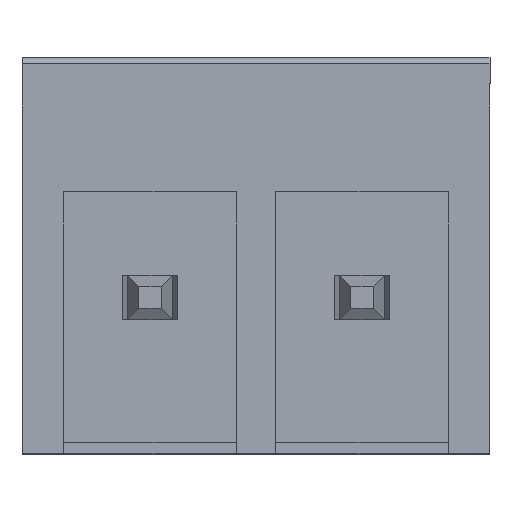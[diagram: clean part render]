
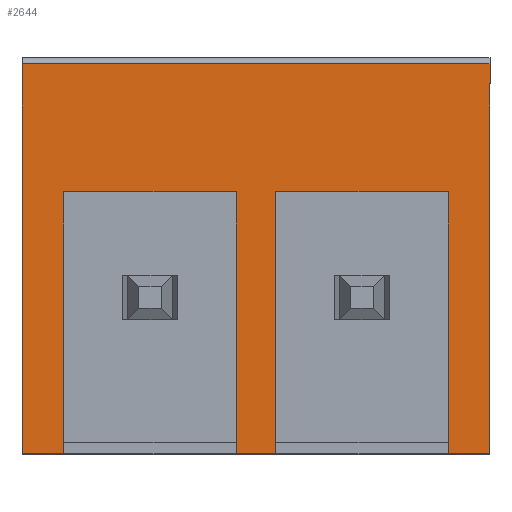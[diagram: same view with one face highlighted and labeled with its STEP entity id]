
A CAD part, top view. The second image highlights one B-rep face of the part: STEP entity #2644.
In plain terms, the highlighted planar face has unit normal (0, 0, 1).
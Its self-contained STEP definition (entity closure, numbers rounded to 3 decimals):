
#74 = CARTESIAN_POINT ( 'NONE',  ( -11.785, 1.2, 9.4 ) ) ;
#76 = CARTESIAN_POINT ( 'NONE',  ( -19.445, -3.5, 9.4 ) ) ;
#165 = CARTESIAN_POINT ( 'NONE',  ( -49.925, 3.5, 9.4 ) ) ;
#179 = ORIENTED_EDGE ( 'NONE', *, *, #4056, .F. ) ;
#186 = ORIENTED_EDGE ( 'NONE', *, *, #2860, .F. ) ;
#193 = VECTOR ( 'NONE', #4578, 1000. ) ;
#207 = VERTEX_POINT ( 'NONE', #1624 ) ;
#212 = DIRECTION ( 'NONE',  ( 0., -1., 0. ) ) ;
#249 = VERTEX_POINT ( 'NONE', #2726 ) ;
#266 = VECTOR ( 'NONE', #4557, 1000. ) ;
#382 = EDGE_CURVE ( 'NONE', #2146, #3444, #3922, .T. ) ;
#425 = DIRECTION ( 'NONE',  ( 1., 0., 0. ) ) ;
#452 = EDGE_CURVE ( 'NONE', #3444, #4734, #3742, .T. ) ;
#481 = EDGE_CURVE ( 'NONE', #629, #2891, #3347, .T. ) ;
#539 = EDGE_CURVE ( 'NONE', #2254, #3410, #942, .T. ) ;
#629 = VERTEX_POINT ( 'NONE', #4422 ) ;
#634 = FACE_OUTER_BOUND ( 'NONE', #1732, .T. ) ;
#766 = CARTESIAN_POINT ( 'NONE',  ( -11.785, -3.5, 9.4 ) ) ;
#942 = LINE ( 'NONE', #2738, #193 ) ;
#976 = VECTOR ( 'NONE', #1919, 1000. ) ;
#978 = PLANE ( 'NONE',  #1805 ) ;
#1162 = ORIENTED_EDGE ( 'NONE', *, *, #481, .T. ) ;
#1166 = CARTESIAN_POINT ( 'NONE',  ( -14.885, 1.2, 9.4 ) ) ;
#1173 = ORIENTED_EDGE ( 'NONE', *, *, #382, .T. ) ;
#1209 = VECTOR ( 'NONE', #2346, 1000. ) ;
#1278 = ORIENTED_EDGE ( 'NONE', *, *, #1477, .T. ) ;
#1302 = ORIENTED_EDGE ( 'NONE', *, *, #3448, .T. ) ;
#1313 = DIRECTION ( 'NONE',  ( -1., 0., 0. ) ) ;
#1320 = CARTESIAN_POINT ( 'NONE',  ( -14.885, 1.2, 9.4 ) ) ;
#1415 = CARTESIAN_POINT ( 'NONE',  ( -18.695, -3.3, 9.4 ) ) ;
#1477 = EDGE_CURVE ( 'NONE', #4734, #249, #4514, .T. ) ;
#1489 = DIRECTION ( 'NONE',  ( 1., 0., 0. ) ) ;
#1495 = VECTOR ( 'NONE', #425, 1000. ) ;
#1514 = CARTESIAN_POINT ( 'NONE',  ( -18.695, 1.2, 9.4 ) ) ;
#1624 = CARTESIAN_POINT ( 'NONE',  ( -19.445, 3.5, 9.4 ) ) ;
#1650 = DIRECTION ( 'NONE',  ( 0., 0., -1. ) ) ;
#1732 = EDGE_LOOP ( 'NONE', ( #4119, #2802, #1162, #4832, #4144, #3791, #1302, #186, #179, #1173, #2165, #1278 ) ) ;
#1804 = LINE ( 'NONE', #1415, #3696 ) ;
#1805 = AXIS2_PLACEMENT_3D ( 'NONE', #3906, #1650, #1313 ) ;
#1855 = LINE ( 'NONE', #165, #2830 ) ;
#1877 = CARTESIAN_POINT ( 'NONE',  ( -49.925, -3.5, 9.4 ) ) ;
#1919 = DIRECTION ( 'NONE',  ( 0., -1., 0. ) ) ;
#1941 = DIRECTION ( 'NONE',  ( 0., -1., 0. ) ) ;
#1950 = LINE ( 'NONE', #1166, #2451 ) ;
#2010 = CARTESIAN_POINT ( 'NONE',  ( -14.885, -3.5, 9.4 ) ) ;
#2111 = CARTESIAN_POINT ( 'NONE',  ( -11.785, -3.3, 9.4 ) ) ;
#2131 = VECTOR ( 'NONE', #212, 1000. ) ;
#2146 = VERTEX_POINT ( 'NONE', #74 ) ;
#2165 = ORIENTED_EDGE ( 'NONE', *, *, #452, .T. ) ;
#2242 = VERTEX_POINT ( 'NONE', #2010 ) ;
#2254 = VERTEX_POINT ( 'NONE', #4619 ) ;
#2337 = VERTEX_POINT ( 'NONE', #1320 ) ;
#2346 = DIRECTION ( 'NONE',  ( 0., 1., 0. ) ) ;
#2451 = VECTOR ( 'NONE', #2660, 1000. ) ;
#2503 = VERTEX_POINT ( 'NONE', #3464 ) ;
#2526 = VECTOR ( 'NONE', #3371, 1000. ) ;
#2644 = ADVANCED_FACE ( 'NONE', ( #634 ), #978, .F. ) ;
#2649 = CARTESIAN_POINT ( 'NONE',  ( -15.595, -3.3, 9.4 ) ) ;
#2660 = DIRECTION ( 'NONE',  ( -1., 0., 0. ) ) ;
#2723 = LINE ( 'NONE', #4194, #3224 ) ;
#2726 = CARTESIAN_POINT ( 'NONE',  ( -11.035, 3.5, 9.4 ) ) ;
#2738 = CARTESIAN_POINT ( 'NONE',  ( -18.695, 1.2, 9.4 ) ) ;
#2802 = ORIENTED_EDGE ( 'NONE', *, *, #2921, .T. ) ;
#2830 = VECTOR ( 'NONE', #4274, 1000. ) ;
#2860 = EDGE_CURVE ( 'NONE', #2337, #2242, #2723, .T. ) ;
#2883 = EDGE_CURVE ( 'NONE', #2254, #2503, #4585, .T. ) ;
#2891 = VERTEX_POINT ( 'NONE', #3353 ) ;
#2921 = EDGE_CURVE ( 'NONE', #207, #629, #4481, .T. ) ;
#3066 = CARTESIAN_POINT ( 'NONE',  ( -19.445, -3.5, 9.4 ) ) ;
#3084 = CARTESIAN_POINT ( 'NONE',  ( -11.035, -3.5, 9.4 ) ) ;
#3187 = EDGE_CURVE ( 'NONE', #3410, #2891, #1804, .T. ) ;
#3224 = VECTOR ( 'NONE', #1941, 1000. ) ;
#3347 = LINE ( 'NONE', #76, #4474 ) ;
#3353 = CARTESIAN_POINT ( 'NONE',  ( -18.695, -3.5, 9.4 ) ) ;
#3371 = DIRECTION ( 'NONE',  ( 1., 0., 0. ) ) ;
#3410 = VERTEX_POINT ( 'NONE', #1514 ) ;
#3444 = VERTEX_POINT ( 'NONE', #766 ) ;
#3448 = EDGE_CURVE ( 'NONE', #2503, #2242, #4616, .T. ) ;
#3464 = CARTESIAN_POINT ( 'NONE',  ( -15.595, -3.5, 9.4 ) ) ;
#3513 = EDGE_CURVE ( 'NONE', #249, #207, #1855, .T. ) ;
#3665 = DIRECTION ( 'NONE',  ( 0., -1., 0. ) ) ;
#3696 = VECTOR ( 'NONE', #3665, 1000. ) ;
#3740 = CARTESIAN_POINT ( 'NONE',  ( -49.925, -3.5, 9.4 ) ) ;
#3742 = LINE ( 'NONE', #1877, #2526 ) ;
#3791 = ORIENTED_EDGE ( 'NONE', *, *, #2883, .T. ) ;
#3906 = CARTESIAN_POINT ( 'NONE',  ( -30.48, 0., 9.4 ) ) ;
#3922 = LINE ( 'NONE', #2111, #2131 ) ;
#4056 = EDGE_CURVE ( 'NONE', #2146, #2337, #1950, .T. ) ;
#4119 = ORIENTED_EDGE ( 'NONE', *, *, #3513, .T. ) ;
#4144 = ORIENTED_EDGE ( 'NONE', *, *, #539, .F. ) ;
#4179 = CARTESIAN_POINT ( 'NONE',  ( -11.035, -3.5, 9.4 ) ) ;
#4194 = CARTESIAN_POINT ( 'NONE',  ( -14.885, -3.3, 9.4 ) ) ;
#4274 = DIRECTION ( 'NONE',  ( -1., 0., 0. ) ) ;
#4422 = CARTESIAN_POINT ( 'NONE',  ( -19.445, -3.5, 9.4 ) ) ;
#4474 = VECTOR ( 'NONE', #1489, 1000. ) ;
#4481 = LINE ( 'NONE', #3066, #266 ) ;
#4514 = LINE ( 'NONE', #4179, #1209 ) ;
#4557 = DIRECTION ( 'NONE',  ( 0., -1., 0. ) ) ;
#4578 = DIRECTION ( 'NONE',  ( -1., 0., 0. ) ) ;
#4585 = LINE ( 'NONE', #2649, #976 ) ;
#4616 = LINE ( 'NONE', #3740, #1495 ) ;
#4619 = CARTESIAN_POINT ( 'NONE',  ( -15.595, 1.2, 9.4 ) ) ;
#4734 = VERTEX_POINT ( 'NONE', #3084 ) ;
#4832 = ORIENTED_EDGE ( 'NONE', *, *, #3187, .F. ) ;
